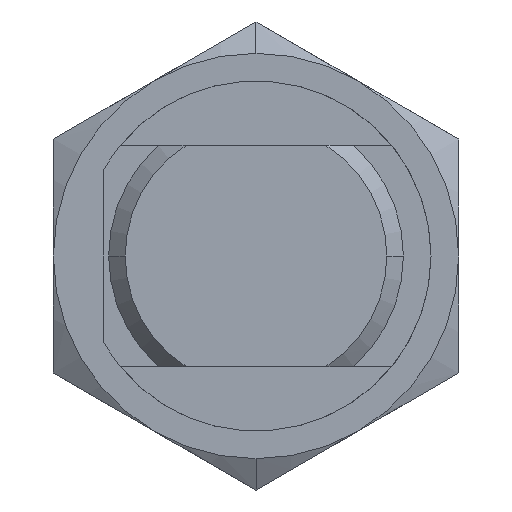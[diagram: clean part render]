
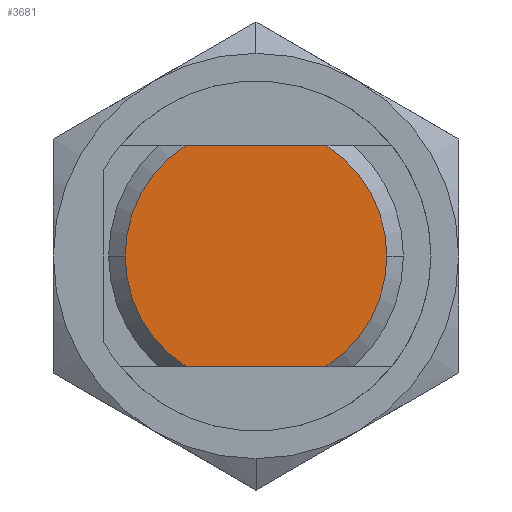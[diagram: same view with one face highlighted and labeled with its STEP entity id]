
A CAD part, front view. The second image highlights one B-rep face of the part: STEP entity #3681.
In plain terms, the highlighted planar face has unit normal (0, -1, 0).
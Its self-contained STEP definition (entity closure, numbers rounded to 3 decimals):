
#3448=CARTESIAN_POINT('',(-7.1,0.0,0.));
#3449=VERTEX_POINT('',#3448);
#3456=CARTESIAN_POINT('',(-3.796,0.0,6.));
#3457=VERTEX_POINT('',#3456);
#3458=CARTESIAN_POINT('',(0.0,0.0,0.0));
#3459=DIRECTION('',(0.0,1.0,0.0));
#3460=DIRECTION('',(-1.0,0.0,0.0));
#3461=AXIS2_PLACEMENT_3D('',#3458,#3459,#3460);
#3462=CIRCLE('',#3461,7.1);
#3463=EDGE_CURVE('',#3449,#3457,#3462,.T.);
#3487=CARTESIAN_POINT('',(7.1,0.0,0.));
#3488=VERTEX_POINT('',#3487);
#3495=CARTESIAN_POINT('',(3.796,0.0,-6.));
#3496=VERTEX_POINT('',#3495);
#3497=CARTESIAN_POINT('',(0.0,0.0,0.0));
#3498=DIRECTION('',(0.0,1.0,0.0));
#3499=DIRECTION('',(1.0,0.0,0.0));
#3500=AXIS2_PLACEMENT_3D('',#3497,#3498,#3499);
#3501=CIRCLE('',#3500,7.1);
#3502=EDGE_CURVE('',#3488,#3496,#3501,.T.);
#3536=CARTESIAN_POINT('',(3.796,0.0,6.));
#3537=VERTEX_POINT('',#3536);
#3551=CARTESIAN_POINT('',(0.0,0.0,0.0));
#3552=DIRECTION('',(0.0,1.0,0.0));
#3553=DIRECTION('',(1.0,0.0,0.0));
#3554=AXIS2_PLACEMENT_3D('',#3551,#3552,#3553);
#3555=CIRCLE('',#3554,7.1);
#3556=EDGE_CURVE('',#3537,#3488,#3555,.T.);
#3567=CARTESIAN_POINT('',(-3.796,0.0,-6.));
#3568=VERTEX_POINT('',#3567);
#3569=CARTESIAN_POINT('',(-3.796,0.0,-6.));
#3570=DIRECTION('',(1.0,0.0,0.0));
#3571=VECTOR('',#3570,7.592);
#3572=LINE('',#3569,#3571);
#3573=EDGE_CURVE('',#3568,#3496,#3572,.T.);
#3657=CARTESIAN_POINT('',(-4.,0.0,0.0));
#3658=DIRECTION('',(0.0,-1.0,0.0));
#3659=DIRECTION('',(0.0,0.0,-1.0));
#3660=AXIS2_PLACEMENT_3D('',#3657,#3658,#3659);
#3661=PLANE('',#3660);
#3662=ORIENTED_EDGE('',*,*,#3556,.F.);
#3663=CARTESIAN_POINT('',(3.796,0.0,6.));
#3664=DIRECTION('',(-1.0,0.0,0.0));
#3665=VECTOR('',#3664,7.592);
#3666=LINE('',#3663,#3665);
#3667=EDGE_CURVE('',#3537,#3457,#3666,.T.);
#3668=ORIENTED_EDGE('',*,*,#3667,.T.);
#3669=ORIENTED_EDGE('',*,*,#3463,.F.);
#3670=CARTESIAN_POINT('',(0.0,0.0,0.0));
#3671=DIRECTION('',(0.0,1.0,0.0));
#3672=DIRECTION('',(-1.0,0.0,0.0));
#3673=AXIS2_PLACEMENT_3D('',#3670,#3671,#3672);
#3674=CIRCLE('',#3673,7.1);
#3675=EDGE_CURVE('',#3568,#3449,#3674,.T.);
#3676=ORIENTED_EDGE('',*,*,#3675,.F.);
#3677=ORIENTED_EDGE('',*,*,#3573,.T.);
#3678=ORIENTED_EDGE('',*,*,#3502,.F.);
#3679=EDGE_LOOP('',(#3662,#3668,#3669,#3676,#3677,#3678));
#3680=FACE_OUTER_BOUND('',#3679,.T.);
#3681=ADVANCED_FACE('',(#3680),#3661,.T.);
